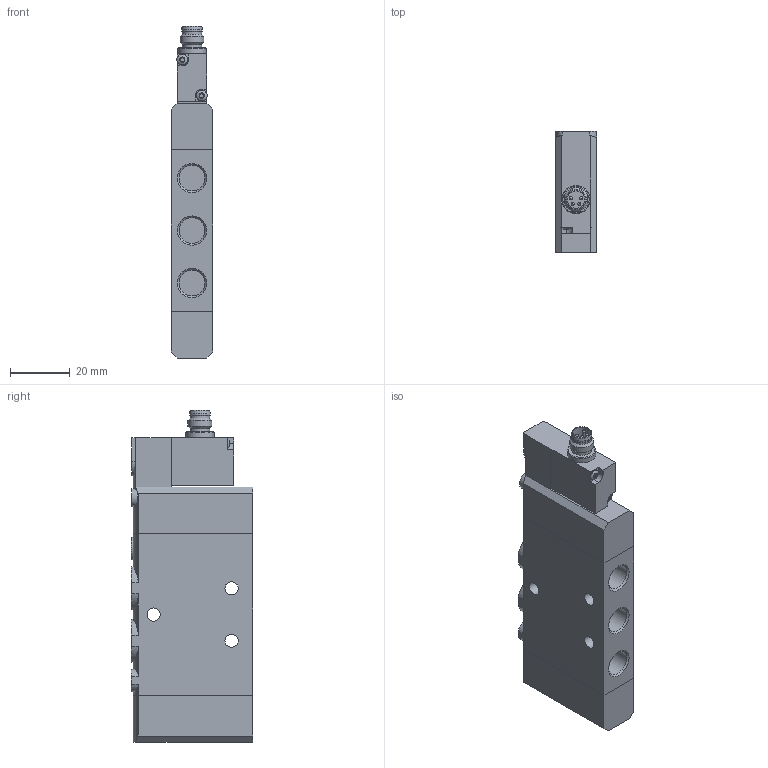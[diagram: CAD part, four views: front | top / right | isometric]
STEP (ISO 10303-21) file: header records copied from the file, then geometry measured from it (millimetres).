
FILE_DESCRIPTION(/* description */ ('STEP AP214'),/* implementation_level */ '2;1');
FILE_NAME(/* name */ '550238_CPE14-M1CH-5LS-1_8',/* time_stamp */ '2024-08-06T18:01:47+02:00',/* author */ ('License CC BY-ND 4.0'),/* organization */ ('CADENAS'),/* preprocessor_version */ 'ST-DEVELOPER v19.3',/* originating_system */ 'PARTsolutions',/* authorisation */ ' ');
FILE_SCHEMA (('AUTOMOTIVE_DESIGN {1 0 10303 214 3 1 1}'));
Length unit declared in the file: millimetre
Products named in the file (4): 550238 CPE14-M1CH-5LS-1/8; CPE14-...-5; CPE14-KMYZ9_M1CH; CPE14-KAPPE_M1CH
Assembly tree (3 placements, depth 2):
  550238 CPE14-M1CH-5LS-1/8
    CPE14-...-5
    CPE14-KMYZ9_M1CH
    CPE14-KAPPE_M1CH
Bounding box: 14 x 40.4 x 110.7 mm (x, y, z)
Volume: 48954.3 mm3; surface area: 16300.3 mm2
Topology: 3 solids, 3 shells, 157 faces, 378 edges, 242 vertices
Faces by surface type: cylinder 65, plane 59, cone 25, torus 4, sphere 4
Full cylindrical faces by diameter (mm): 1 x4, 2 x1, 2.459 x3, 2.5 x1, 3.6 x2, 4.4 x3, 4.55 x1, 5.8 x1, 6 x1, 6.5 x2, 6.9 x1, 8 x1, 8.566 x5, 9.4 x1
Entity records: 4355 total; most frequent: CARTESIAN_POINT 885, DIRECTION 713, ORIENTED_EDGE 620, EDGE_CURVE 310, AXIS2_PLACEMENT_3D 286, EDGE_LOOP 226, FACE_BOUND 226, VERTEX_POINT 222
